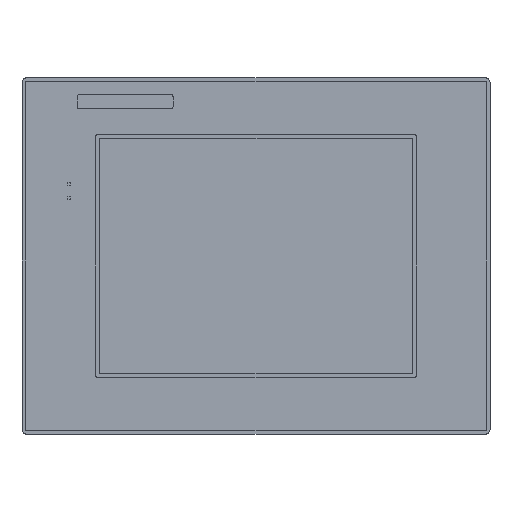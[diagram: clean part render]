
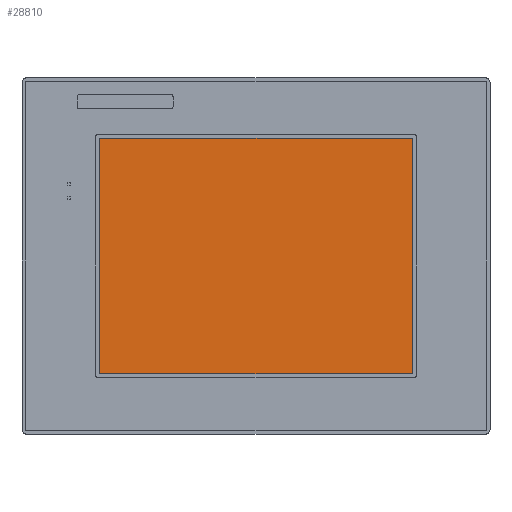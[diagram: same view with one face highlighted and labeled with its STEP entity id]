
A CAD part, top view. The second image highlights one B-rep face of the part: STEP entity #28810.
In plain terms, the highlighted planar face has unit normal (0, 0, 1).
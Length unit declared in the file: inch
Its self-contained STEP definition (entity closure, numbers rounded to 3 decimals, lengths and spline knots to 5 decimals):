
#912 = VERTEX_POINT ( 'NONE', #14567 ) ;
#1818 = CARTESIAN_POINT ( 'NONE',  ( 4.18, 3.15, 0.3488 ) ) ;
#5108 = DIRECTION ( 'NONE',  ( 0., 0., 1. ) ) ;
#5752 = EDGE_LOOP ( 'NONE', ( #9222, #21552, #55535, #61898 ) ) ;
#9222 = ORIENTED_EDGE ( 'NONE', *, *, #43062, .T. ) ;
#11166 = EDGE_CURVE ( 'NONE', #912, #74794, #38012, .T. ) ;
#13938 = DIRECTION ( 'NONE',  ( 1., 0., 0. ) ) ;
#14567 = CARTESIAN_POINT ( 'NONE',  ( -4.18, -3.15, 0.3488 ) ) ;
#15315 = VECTOR ( 'NONE', #38801, 39.37008 ) ;
#16773 = PLANE ( 'NONE',  #35146 ) ;
#18098 = DIRECTION ( 'NONE',  ( 0., 1., 0. ) ) ;
#20466 = VECTOR ( 'NONE', #13938, 39.37008 ) ;
#21552 = ORIENTED_EDGE ( 'NONE', *, *, #58713, .T. ) ;
#25685 = CARTESIAN_POINT ( 'NONE',  ( 4.18, -3.15, 0.3488 ) ) ;
#25931 = VERTEX_POINT ( 'NONE', #52270 ) ;
#28810 = ADVANCED_FACE ( 'NONE', ( #66331 ), #16773, .T. ) ;
#35146 = AXIS2_PLACEMENT_3D ( 'NONE', #64008, #5108, #46458 ) ;
#38012 = LINE ( 'NONE', #49074, #20466 ) ;
#38801 = DIRECTION ( 'NONE',  ( 0., -1., 0. ) ) ;
#39143 = VECTOR ( 'NONE', #70295, 39.37008 ) ;
#43062 = EDGE_CURVE ( 'NONE', #74794, #57230, #72582, .T. ) ;
#44794 = CARTESIAN_POINT ( 'NONE',  ( -4.18, 3.15, 0.3488 ) ) ;
#46458 = DIRECTION ( 'NONE',  ( 1., 0., 0. ) ) ;
#46712 = LINE ( 'NONE', #44794, #15315 ) ;
#47294 = CARTESIAN_POINT ( 'NONE',  ( 4.18, -3.15, 0.3488 ) ) ;
#49074 = CARTESIAN_POINT ( 'NONE',  ( -4.18, -3.15, 0.3488 ) ) ;
#52270 = CARTESIAN_POINT ( 'NONE',  ( -4.18, 3.15, 0.3488 ) ) ;
#55535 = ORIENTED_EDGE ( 'NONE', *, *, #73290, .T. ) ;
#56895 = VECTOR ( 'NONE', #18098, 39.37008 ) ;
#57230 = VERTEX_POINT ( 'NONE', #1818 ) ;
#58713 = EDGE_CURVE ( 'NONE', #57230, #25931, #70551, .T. ) ;
#61898 = ORIENTED_EDGE ( 'NONE', *, *, #11166, .T. ) ;
#64008 = CARTESIAN_POINT ( 'NONE',  ( 0., 0., 0.3488 ) ) ;
#66331 = FACE_OUTER_BOUND ( 'NONE', #5752, .T. ) ;
#70295 = DIRECTION ( 'NONE',  ( -1., 0., 0. ) ) ;
#70551 = LINE ( 'NONE', #76185, #39143 ) ;
#72582 = LINE ( 'NONE', #47294, #56895 ) ;
#73290 = EDGE_CURVE ( 'NONE', #25931, #912, #46712, .T. ) ;
#74794 = VERTEX_POINT ( 'NONE', #25685 ) ;
#76185 = CARTESIAN_POINT ( 'NONE',  ( 4.18, 3.15, 0.3488 ) ) ;
